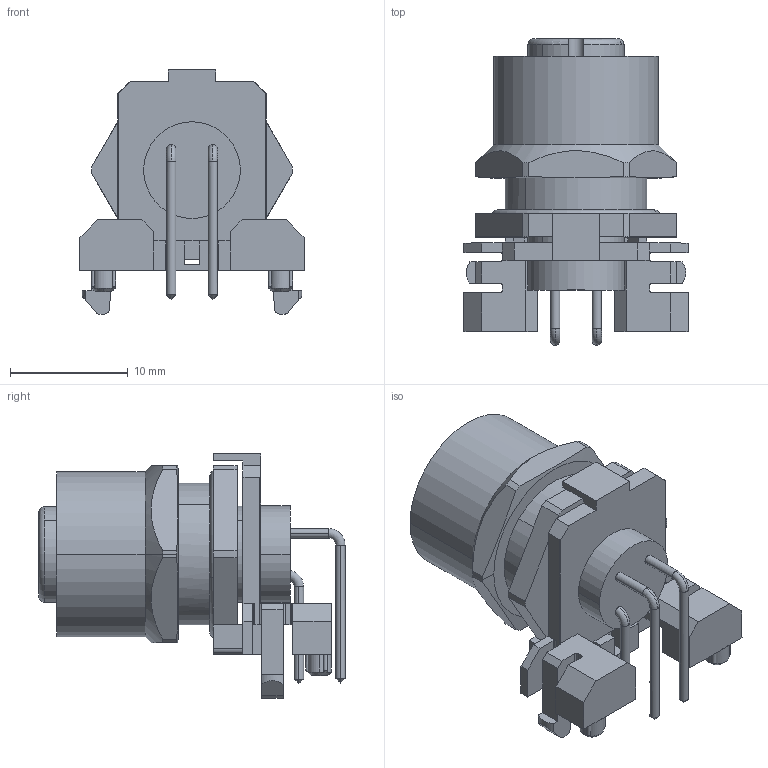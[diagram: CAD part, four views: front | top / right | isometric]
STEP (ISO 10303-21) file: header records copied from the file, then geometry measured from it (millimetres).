
FILE_DESCRIPTION(('CATIA V5 STEP Exchange','CAx-IF Rec.Pracs.--- Model Styling and Organization---1.4--- 2014-01-23'),'2;1');
FILE_NAME ('D1461888_1_2423420000_2423420000.stp','2021-01-03T09:39:25+00:00',('none'),('Weidmueller'),'CATIA Version 5-6 Release 2016 SP3 HF44','CATIA V5 STEP AP214','none');
FILE_SCHEMA(('AUTOMOTIVE_DESIGN { 1 0 10303 214 1 1 1 1 }'));
Length unit declared in the file: millimetre
Products named in the file (1): 2423420000
Bounding box: 19 x 25.96 x 20.7 mm (x, y, z)
Volume: 2827.4 mm3; surface area: 4272.1 mm2
Topology: 8 solids, 8 shells, 557 faces, 1598 edges, 1028 vertices
Faces by surface type: plane 212, cylinder 168, bspline 81, torus 52, cone 44
Entity records: 18957 total; most frequent: CARTESIAN_POINT 5886, ORIENTED_EDGE 3076, DIRECTION 2051, EDGE_CURVE 1538, VERTEX_POINT 1025, AXIS2_PLACEMENT_3D 925, VECTOR 663, LINE 663
